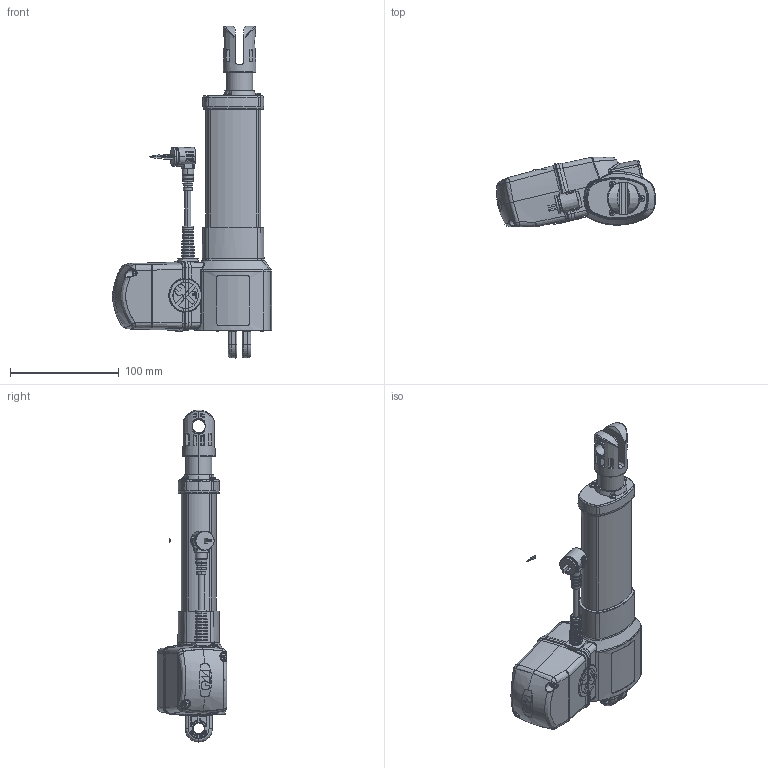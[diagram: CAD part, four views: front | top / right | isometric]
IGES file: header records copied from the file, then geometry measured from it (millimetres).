
Start section: SolidWorks IGES file using analytic representation for surfaces
Global section: file name: Megamat XS.IGS; native system: SolidWorks 2012; preprocessor: SolidWorks 2012; author: CKuhn; date: 130129.075259; units: millimetre
Bounding box: 146.54 x 64.04 x 305.49 mm (x, y, z)
Surface area: 77411.4 mm2 (no closed solid volume)
Topology: 0 solids, 0 shells, 1931 faces, 19131 edges, 19086 vertices
Faces by surface type: bspline 1364, revolution 567
